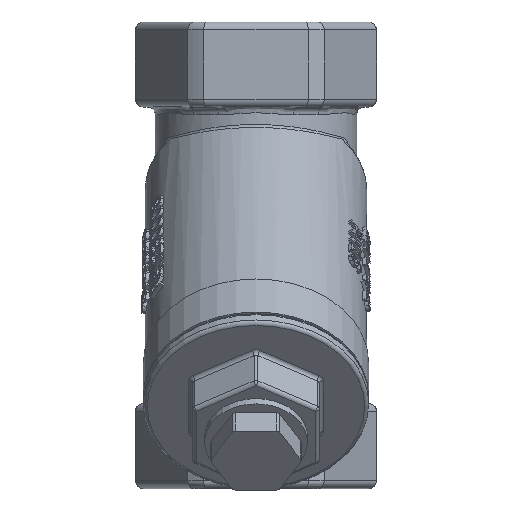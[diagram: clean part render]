
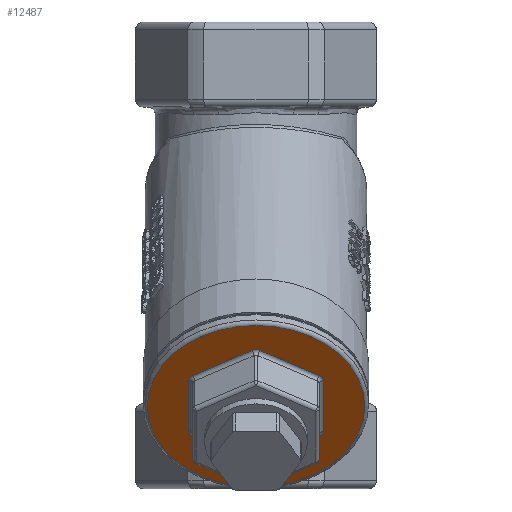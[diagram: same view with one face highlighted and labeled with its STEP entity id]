
A CAD part, front view. The second image highlights one B-rep face of the part: STEP entity #12487.
In plain terms, the highlighted planar face has unit normal (0, -0.743, -0.669).
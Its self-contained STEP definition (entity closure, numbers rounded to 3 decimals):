
#1077=LINE('',#16588,#1842);
#1078=LINE('',#16592,#1843);
#1079=LINE('',#16596,#1844);
#1080=LINE('',#16600,#1845);
#1081=LINE('',#16604,#1846);
#1082=LINE('',#16607,#1847);
#1842=VECTOR('',#14121,17.321);
#1843=VECTOR('',#14124,17.321);
#1844=VECTOR('',#14127,17.321);
#1845=VECTOR('',#14130,17.321);
#1846=VECTOR('',#14133,17.321);
#1847=VECTOR('',#14136,17.321);
#2605=PLANE('',#13233);
#2838=FACE_BOUND('',#3648,.T.);
#2907=FACE_OUTER_BOUND('',#3647,.T.);
#3647=EDGE_LOOP('',(#7917));
#3648=EDGE_LOOP('',(#7918,#7919,#7920,#7921,#7922,#7923,#7924,#7925,#7926,
#7927,#7928,#7929));
#4439=CIRCLE('',#13232,27.5);
#4440=CIRCLE('',#13234,2.);
#4441=CIRCLE('',#13235,2.);
#4442=CIRCLE('',#13236,2.);
#4443=CIRCLE('',#13237,2.);
#4444=CIRCLE('',#13238,2.);
#4445=CIRCLE('',#13239,2.);
#4851=VERTEX_POINT('',#16581);
#4852=VERTEX_POINT('',#16584);
#4853=VERTEX_POINT('',#16585);
#4854=VERTEX_POINT('',#16587);
#4855=VERTEX_POINT('',#16589);
#4856=VERTEX_POINT('',#16591);
#4857=VERTEX_POINT('',#16593);
#4858=VERTEX_POINT('',#16595);
#4859=VERTEX_POINT('',#16597);
#4860=VERTEX_POINT('',#16599);
#4861=VERTEX_POINT('',#16601);
#4862=VERTEX_POINT('',#16603);
#4863=VERTEX_POINT('',#16605);
#6050=EDGE_CURVE('',#4851,#4851,#4439,.T.);
#6051=EDGE_CURVE('',#4852,#4853,#4440,.T.);
#6052=EDGE_CURVE('',#4854,#4852,#1077,.T.);
#6053=EDGE_CURVE('',#4855,#4854,#4441,.T.);
#6054=EDGE_CURVE('',#4856,#4855,#1078,.T.);
#6055=EDGE_CURVE('',#4857,#4856,#4442,.T.);
#6056=EDGE_CURVE('',#4858,#4857,#1079,.T.);
#6057=EDGE_CURVE('',#4859,#4858,#4443,.T.);
#6058=EDGE_CURVE('',#4860,#4859,#1080,.T.);
#6059=EDGE_CURVE('',#4861,#4860,#4444,.T.);
#6060=EDGE_CURVE('',#4862,#4861,#1081,.T.);
#6061=EDGE_CURVE('',#4863,#4862,#4445,.T.);
#6062=EDGE_CURVE('',#4853,#4863,#1082,.T.);
#7917=ORIENTED_EDGE('',*,*,#6050,.F.);
#7918=ORIENTED_EDGE('',*,*,#6051,.F.);
#7919=ORIENTED_EDGE('',*,*,#6052,.F.);
#7920=ORIENTED_EDGE('',*,*,#6053,.F.);
#7921=ORIENTED_EDGE('',*,*,#6054,.F.);
#7922=ORIENTED_EDGE('',*,*,#6055,.F.);
#7923=ORIENTED_EDGE('',*,*,#6056,.F.);
#7924=ORIENTED_EDGE('',*,*,#6057,.F.);
#7925=ORIENTED_EDGE('',*,*,#6058,.F.);
#7926=ORIENTED_EDGE('',*,*,#6059,.F.);
#7927=ORIENTED_EDGE('',*,*,#6060,.F.);
#7928=ORIENTED_EDGE('',*,*,#6061,.F.);
#7929=ORIENTED_EDGE('',*,*,#6062,.F.);
#12487=ADVANCED_FACE('',(#2907,#2838),#2605,.F.);
#13232=AXIS2_PLACEMENT_3D('',#16582,#14115,#14116);
#13233=AXIS2_PLACEMENT_3D('',#16583,#14117,#14118);
#13234=AXIS2_PLACEMENT_3D('',#16586,#14119,#14120);
#13235=AXIS2_PLACEMENT_3D('',#16590,#14122,#14123);
#13236=AXIS2_PLACEMENT_3D('',#16594,#14125,#14126);
#13237=AXIS2_PLACEMENT_3D('',#16598,#14128,#14129);
#13238=AXIS2_PLACEMENT_3D('',#16602,#14131,#14132);
#13239=AXIS2_PLACEMENT_3D('',#16606,#14134,#14135);
#14115=DIRECTION('center_axis',(0.,0.743,
0.669));
#14116=DIRECTION('ref_axis',(0.866,0.335,-0.372));
#14117=DIRECTION('center_axis',(0.,0.743,
0.669));
#14118=DIRECTION('ref_axis',(-0.866,-0.335,0.372));
#14119=DIRECTION('center_axis',(0.,-0.743,
-0.669));
#14120=DIRECTION('ref_axis',(0.,-0.669,0.743));
#14121=DIRECTION('',(-0.866,-0.335,0.372));
#14122=DIRECTION('center_axis',(0.,-0.743,
-0.669));
#14123=DIRECTION('ref_axis',(0.866,-0.335,0.372));
#14124=DIRECTION('',(0.,-0.669,0.743));
#14125=DIRECTION('center_axis',(0.,-0.743,
-0.669));
#14126=DIRECTION('ref_axis',(0.866,0.335,-0.372));
#14127=DIRECTION('',(0.866,-0.335,0.372));
#14128=DIRECTION('center_axis',(0.,-0.743,
-0.669));
#14129=DIRECTION('ref_axis',(0.,0.669,-0.743));
#14130=DIRECTION('',(0.866,0.335,-0.372));
#14131=DIRECTION('center_axis',(0.,-0.743,
-0.669));
#14132=DIRECTION('ref_axis',(-0.866,0.335,-0.372));
#14133=DIRECTION('',(0.,0.669,-0.743));
#14134=DIRECTION('center_axis',(0.,-0.743,
-0.669));
#14135=DIRECTION('ref_axis',(-0.866,-0.335,0.372));
#14136=DIRECTION('',(-0.866,0.335,-0.372));
#16581=CARTESIAN_POINT('',(-23.816,-71.51,-27.985));
#16582=CARTESIAN_POINT('Origin',(0.,-62.309,
-38.203));
#16583=CARTESIAN_POINT('Origin',(0.,-62.309,
-38.203));
#16584=CARTESIAN_POINT('',(1.,-75.058,-24.044));
#16585=CARTESIAN_POINT('',(-1.,-75.058,-24.044));
#16586=CARTESIAN_POINT('Origin',(0.,-73.899,
-25.332));
#16587=CARTESIAN_POINT('',(16.,-69.263,-30.48));
#16588=CARTESIAN_POINT('',(12.25,-70.712,-28.871));
#16589=CARTESIAN_POINT('',(17.,-68.104,-31.767));
#16590=CARTESIAN_POINT('Origin',(15.,-68.104,-31.767));
#16591=CARTESIAN_POINT('',(17.,-56.515,-44.639));
#16592=CARTESIAN_POINT('',(17.,-59.412,-41.421));
#16593=CARTESIAN_POINT('',(16.,-55.356,-45.926));
#16594=CARTESIAN_POINT('Origin',(15.,-56.515,-44.639));
#16595=CARTESIAN_POINT('',(1.,-49.561,-52.362));
#16596=CARTESIAN_POINT('',(4.75,-51.01,-50.753));
#16597=CARTESIAN_POINT('',(-1.,-49.561,-52.362));
#16598=CARTESIAN_POINT('Origin',(0.,-50.72,
-51.075));
#16599=CARTESIAN_POINT('',(-16.,-55.356,-45.926));
#16600=CARTESIAN_POINT('',(-12.25,-53.907,-47.535));
#16601=CARTESIAN_POINT('',(-17.,-56.515,-44.639));
#16602=CARTESIAN_POINT('Origin',(-15.,-56.515,-44.639));
#16603=CARTESIAN_POINT('',(-17.,-68.104,-31.767));
#16604=CARTESIAN_POINT('',(-17.,-65.207,-34.985));
#16605=CARTESIAN_POINT('',(-16.,-69.263,-30.48));
#16606=CARTESIAN_POINT('Origin',(-15.,-68.104,-31.767));
#16607=CARTESIAN_POINT('',(-4.75,-73.609,-25.653));
